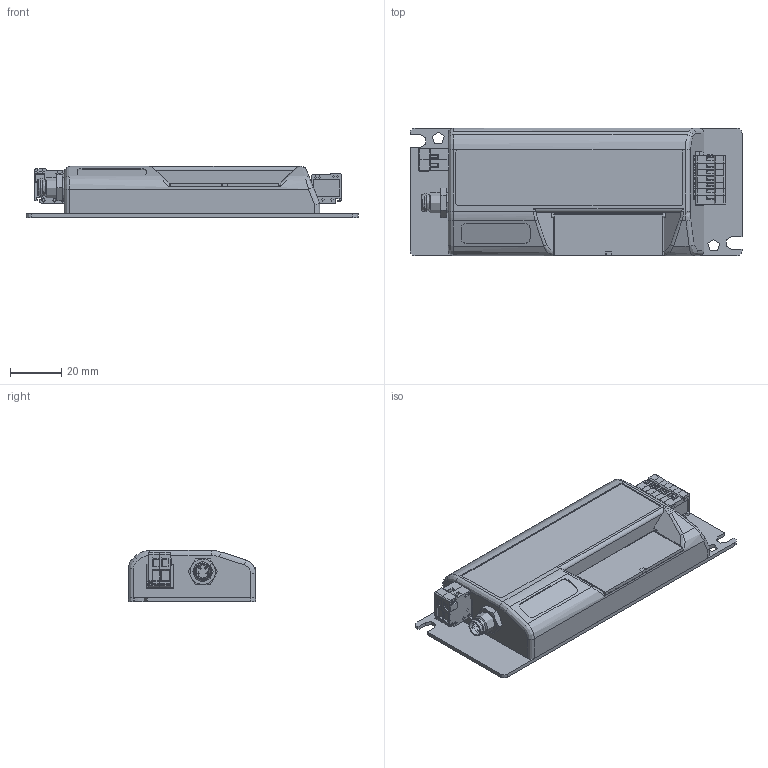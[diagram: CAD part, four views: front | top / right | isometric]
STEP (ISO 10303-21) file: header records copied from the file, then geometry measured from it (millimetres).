
FILE_DESCRIPTION(/* description */ (''),/* implementation_level */ '2;1');
FILE_NAME(/* name */ 'EZ-Qube-W Ai v6.step',/* time_stamp */ '2023-06-08T08:30:15-04:00',/* author */ (''),/* organization */ (''),/* preprocessor_version */ 'ST-DEVELOPER v19.2',/* originating_system */ 'Autodesk Translation Framework v12.4.0.73',/* authorisation */ '');
FILE_SCHEMA (('AUTOMOTIVE_DESIGN { 1 0 10303 214 3 1 1 }'));
Products named in the file (12): EZ-Qube-W Ai; EZ-QUBE-Ai Family; EZQube-W-AI Heat Sink; EZQube-W-AI PCB; EZ-Qube PCB Screw; EZQube-W-Ai Top; 8EDGK-2.5-07P-11-01A(H); 8EDGK-3.5-02P-11-01A(H); EZQube-W-AI Window; EZ-Qube W QR Code Label; EZQube-W-Ai Overlay; EZQube-W-Ai QR Code Laset
Assembly tree (14 placements, depth 3):
  EZ-Qube-W Ai
    EZ-QUBE-Ai Family
      EZQube-W-AI Heat Sink
      EZQube-W-AI PCB
      EZ-Qube PCB Screw  x4
      EZQube-W-Ai Top
      8EDGK-2.5-07P-11-01A(H)
      8EDGK-3.5-02P-11-01A(H)
      EZQube-W-AI Window
    EZ-Qube W QR Code Label
    EZQube-W-Ai Overlay
    EZQube-W-Ai QR Code Laset
Bounding box: 130 x 50 x 20 mm (x, y, z)
Volume: 34587.4 mm3; surface area: 58635.1 mm2
Topology: 35 solids, 131 shells, 4387 faces, 11549 edges, 7308 vertices
Faces by surface type: plane 2830, cylinder 973, cone 380, bspline 115, torus 55, sphere 34
Full cylindrical faces by diameter (mm): 0.15 x4, 0.217 x1, 0.305 x5, 0.5 x5, 0.508 x23, 0.762 x1, 0.8 x1, 0.801 x28, 1 x18, 1.001 x53, 1.021 x4, 1.101 x30, 1.121 x2, 1.141 x32, 1.2 x13, 1.201 x25, 1.221 x3, 1.301 x28, 1.321 x3, 1.341 x24, 1.4 x2, 1.5 x4, 2.3 x2, 2.35 x36, 3 x44, 5 x6, 5.8 x1, 6 x4, 6.5 x1, 6.9 x1
Entity records: 138888 total; most frequent: CARTESIAN_POINT 31867, ORIENTED_EDGE 22184, DIRECTION 21394, EDGE_CURVE 11092, LINE 8286, VECTOR 8286, VERTEX_POINT 7026, AXIS2_PLACEMENT_3D 6554
